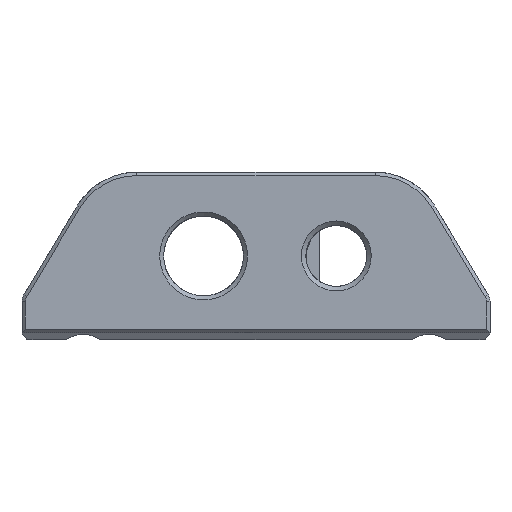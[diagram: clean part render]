
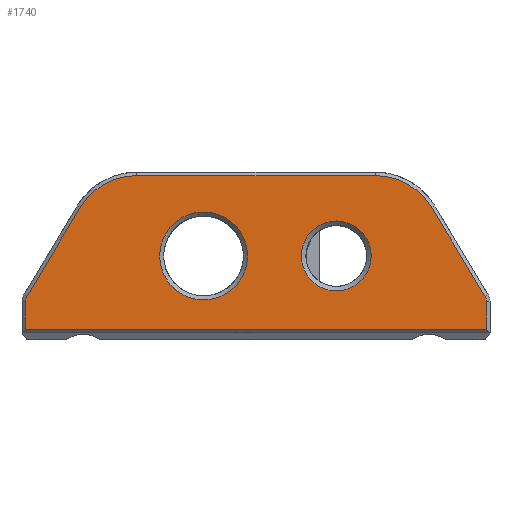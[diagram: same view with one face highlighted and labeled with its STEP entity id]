
A CAD part, top view. The second image highlights one B-rep face of the part: STEP entity #1740.
In plain terms, the highlighted planar face has unit normal (0, 0, 1).
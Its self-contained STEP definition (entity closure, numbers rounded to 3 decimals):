
#29=FACE_BOUND('',#280,.T.);
#30=FACE_BOUND('',#281,.T.);
#51=PLANE('',#1907);
#178=FACE_OUTER_BOUND('',#279,.T.);
#279=EDGE_LOOP('',(#1423,#1424,#1425,#1426,#1427,#1428,#1429,#1430,#1431,
#1432));
#280=EDGE_LOOP('',(#1433));
#281=EDGE_LOOP('',(#1434));
#351=CIRCLE('',#1888,1.5);
#352=CIRCLE('',#1891,9.5);
#353=CIRCLE('',#1894,9.5);
#356=CIRCLE('',#1899,1.5);
#358=CIRCLE('',#1908,6.287);
#359=CIRCLE('',#1909,5.);
#525=LINE('',#4437,#618);
#527=LINE('',#4441,#620);
#533=LINE('',#4455,#626);
#537=LINE('',#4465,#630);
#540=LINE('',#4474,#633);
#543=LINE('',#4483,#636);
#618=VECTOR('',#2203,10.);
#620=VECTOR('',#2207,10.);
#626=VECTOR('',#2221,10.);
#630=VECTOR('',#2231,10.);
#633=VECTOR('',#2242,10.);
#636=VECTOR('',#2253,10.);
#782=VERTEX_POINT('',#4434);
#783=VERTEX_POINT('',#4436);
#784=VERTEX_POINT('',#4440);
#786=VERTEX_POINT('',#4446);
#788=VERTEX_POINT('',#4452);
#789=VERTEX_POINT('',#4457);
#790=VERTEX_POINT('',#4461);
#792=VERTEX_POINT('',#4467);
#793=VERTEX_POINT('',#4472);
#794=VERTEX_POINT('',#4476);
#799=VERTEX_POINT('',#4497);
#800=VERTEX_POINT('',#4499);
#1008=EDGE_CURVE('',#782,#783,#525,.T.);
#1010=EDGE_CURVE('',#783,#784,#527,.T.);
#1015=EDGE_CURVE('',#784,#786,#351,.T.);
#1018=EDGE_CURVE('',#786,#788,#533,.T.);
#1019=EDGE_CURVE('',#788,#789,#352,.T.);
#1023=EDGE_CURVE('',#789,#790,#537,.T.);
#1024=EDGE_CURVE('',#790,#792,#353,.T.);
#1028=EDGE_CURVE('',#792,#793,#540,.T.);
#1031=EDGE_CURVE('',#793,#794,#356,.T.);
#1033=EDGE_CURVE('',#794,#782,#543,.T.);
#1040=EDGE_CURVE('',#799,#799,#358,.T.);
#1041=EDGE_CURVE('',#800,#800,#359,.T.);
#1423=ORIENTED_EDGE('',*,*,#1008,.F.);
#1424=ORIENTED_EDGE('',*,*,#1033,.F.);
#1425=ORIENTED_EDGE('',*,*,#1031,.F.);
#1426=ORIENTED_EDGE('',*,*,#1028,.F.);
#1427=ORIENTED_EDGE('',*,*,#1024,.F.);
#1428=ORIENTED_EDGE('',*,*,#1023,.F.);
#1429=ORIENTED_EDGE('',*,*,#1019,.F.);
#1430=ORIENTED_EDGE('',*,*,#1018,.F.);
#1431=ORIENTED_EDGE('',*,*,#1015,.F.);
#1432=ORIENTED_EDGE('',*,*,#1010,.F.);
#1433=ORIENTED_EDGE('',*,*,#1040,.T.);
#1434=ORIENTED_EDGE('',*,*,#1041,.T.);
#1740=ADVANCED_FACE('',(#178,#29,#30),#51,.T.);
#1888=AXIS2_PLACEMENT_3D('',#4450,#2215,#2216);
#1891=AXIS2_PLACEMENT_3D('',#4458,#2224,#2225);
#1894=AXIS2_PLACEMENT_3D('',#4468,#2234,#2235);
#1899=AXIS2_PLACEMENT_3D('',#4480,#2248,#2249);
#1907=AXIS2_PLACEMENT_3D('',#4496,#2269,#2270);
#1908=AXIS2_PLACEMENT_3D('',#4498,#2271,#2272);
#1909=AXIS2_PLACEMENT_3D('',#4500,#2273,#2274);
#2203=DIRECTION('',(-1.,0.,0.));
#2207=DIRECTION('',(0.,1.,0.));
#2215=DIRECTION('center_axis',(0.,0.,-1.));
#2216=DIRECTION('ref_axis',(-0.964,0.267,0.));
#2221=DIRECTION('',(0.514,0.857,0.));
#2224=DIRECTION('center_axis',(0.,0.,-1.));
#2225=DIRECTION('ref_axis',(0.,1.,0.));
#2231=DIRECTION('',(1.,0.,0.));
#2234=DIRECTION('center_axis',(0.,0.,-1.));
#2235=DIRECTION('ref_axis',(0.857,0.514,0.));
#2242=DIRECTION('',(0.514,-0.857,0.));
#2248=DIRECTION('center_axis',(0.,0.,-1.));
#2249=DIRECTION('ref_axis',(0.964,0.267,0.));
#2253=DIRECTION('',(0.,-1.,0.));
#2269=DIRECTION('center_axis',(0.,0.,1.));
#2270=DIRECTION('ref_axis',(1.,0.,0.));
#2271=DIRECTION('center_axis',(0.,0.,-1.));
#2272=DIRECTION('ref_axis',(1.,0.,0.));
#2273=DIRECTION('center_axis',(0.,0.,-1.));
#2274=DIRECTION('ref_axis',(1.,0.,0.));
#4434=CARTESIAN_POINT('',(39.5,10.5,0.));
#4436=CARTESIAN_POINT('',(-26.5,10.5,0.));
#4437=CARTESIAN_POINT('',(23.25,10.5,0.));
#4440=CARTESIAN_POINT('',(-26.5,14.446,0.));
#4441=CARTESIAN_POINT('',(-26.5,10.75,0.));
#4446=CARTESIAN_POINT('',(-26.286,15.218,0.));
#4450=CARTESIAN_POINT('Origin',(-25.,14.446,0.));
#4452=CARTESIAN_POINT('',(-18.684,27.888,0.));
#4455=CARTESIAN_POINT('',(-22.909,20.846,0.));
#4457=CARTESIAN_POINT('',(-10.538,32.5,0.));
#4458=CARTESIAN_POINT('Origin',(-10.538,23.,0.));
#4461=CARTESIAN_POINT('',(23.538,32.5,0.));
#4465=CARTESIAN_POINT('',(-2.019,32.5,0.));
#4467=CARTESIAN_POINT('',(31.684,27.888,0.));
#4468=CARTESIAN_POINT('Origin',(23.538,23.,0.));
#4472=CARTESIAN_POINT('',(39.286,15.218,0.));
#4474=CARTESIAN_POINT('',(31.966,27.418,0.));
#4476=CARTESIAN_POINT('',(39.5,14.446,0.));
#4480=CARTESIAN_POINT('Origin',(38.,14.446,0.));
#4483=CARTESIAN_POINT('',(39.5,13.25,0.));
#4496=CARTESIAN_POINT('Origin',(6.5,11.5,0.));
#4497=CARTESIAN_POINT('',(-7.287,21.,0.));
#4498=CARTESIAN_POINT('Origin',(-1.,21.,0.));
#4499=CARTESIAN_POINT('',(13.,21.,0.));
#4500=CARTESIAN_POINT('Origin',(18.,21.,0.));
